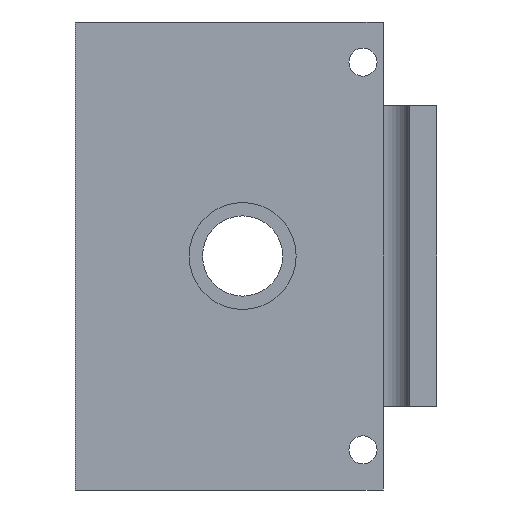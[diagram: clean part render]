
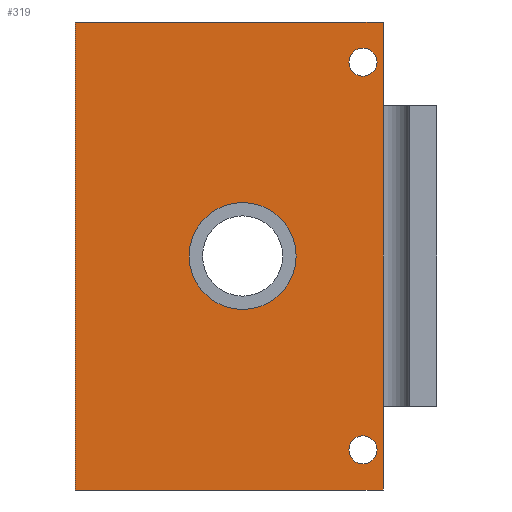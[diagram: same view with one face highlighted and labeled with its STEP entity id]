
A CAD part, left-side view. The second image highlights one B-rep face of the part: STEP entity #319.
In plain terms, the highlighted planar face has unit normal (-1, 0, 0).
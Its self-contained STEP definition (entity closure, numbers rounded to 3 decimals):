
#9 = CARTESIAN_POINT ( 'NONE',  ( -41., -18., 26.9 ) ) ;
#13 = LINE ( 'NONE', #309, #597 ) ;
#16 = CIRCLE ( 'NONE', #506, 8. ) ;
#28 = EDGE_CURVE ( 'NONE', #708, #182, #589, .T. ) ;
#45 = EDGE_LOOP ( 'NONE', ( #59, #276, #238, #298, #887, #731 ) ) ;
#48 = DIRECTION ( 'NONE',  ( 0., 0., 1. ) ) ;
#51 = FACE_BOUND ( 'NONE', #864, .T. ) ;
#56 = LINE ( 'NONE', #68, #983 ) ;
#58 = EDGE_CURVE ( 'NONE', #451, #697, #758, .T. ) ;
#59 = ORIENTED_EDGE ( 'NONE', *, *, #619, .T. ) ;
#68 = CARTESIAN_POINT ( 'NONE',  ( -41., 25., -35. ) ) ;
#70 = AXIS2_PLACEMENT_3D ( 'NONE', #504, #263, #274 ) ;
#72 = CARTESIAN_POINT ( 'NONE',  ( -41., -21., 22.5 ) ) ;
#87 = CARTESIAN_POINT ( 'NONE',  ( -41., 25., 35. ) ) ;
#97 = PLANE ( 'NONE',  #241 ) ;
#100 = DIRECTION ( 'NONE',  ( 0., -1., 0. ) ) ;
#102 = VERTEX_POINT ( 'NONE', #224 ) ;
#117 = EDGE_LOOP ( 'NONE', ( #286, #963 ) ) ;
#121 = EDGE_CURVE ( 'NONE', #102, #310, #56, .T. ) ;
#127 = VERTEX_POINT ( 'NONE', #235 ) ;
#138 = EDGE_CURVE ( 'NONE', #391, #840, #16, .T. ) ;
#140 = EDGE_CURVE ( 'NONE', #899, #182, #808, .T. ) ;
#164 = DIRECTION ( 'NONE',  ( 0., 0., 1. ) ) ;
#165 = CARTESIAN_POINT ( 'NONE',  ( -41., -21., 35. ) ) ;
#182 = VERTEX_POINT ( 'NONE', #72 ) ;
#224 = CARTESIAN_POINT ( 'NONE',  ( -41., 25., -35. ) ) ;
#235 = CARTESIAN_POINT ( 'NONE',  ( -41., -18., 31.1 ) ) ;
#238 = ORIENTED_EDGE ( 'NONE', *, *, #140, .F. ) ;
#241 = AXIS2_PLACEMENT_3D ( 'NONE', #559, #498, #634 ) ;
#255 = DIRECTION ( 'NONE',  ( 0., 0., 1. ) ) ;
#260 = ORIENTED_EDGE ( 'NONE', *, *, #138, .F. ) ;
#263 = DIRECTION ( 'NONE',  ( -1., 0., 0. ) ) ;
#264 = CARTESIAN_POINT ( 'NONE',  ( -41., -21., -35. ) ) ;
#274 = DIRECTION ( 'NONE',  ( 0., 0., 1. ) ) ;
#276 = ORIENTED_EDGE ( 'NONE', *, *, #28, .T. ) ;
#286 = ORIENTED_EDGE ( 'NONE', *, *, #548, .F. ) ;
#288 = CIRCLE ( 'NONE', #932, 2.1 ) ;
#298 = ORIENTED_EDGE ( 'NONE', *, *, #870, .F. ) ;
#301 = VECTOR ( 'NONE', #100, 1000. ) ;
#309 = CARTESIAN_POINT ( 'NONE',  ( -41., 25., -35. ) ) ;
#310 = VERTEX_POINT ( 'NONE', #264 ) ;
#319 = ADVANCED_FACE ( 'NONE', ( #966, #492, #51, #857 ), #97, .T. ) ;
#324 = LINE ( 'NONE', #839, #568 ) ;
#345 = VERTEX_POINT ( 'NONE', #9 ) ;
#373 = CARTESIAN_POINT ( 'NONE',  ( -41., -21., -35. ) ) ;
#375 = CARTESIAN_POINT ( 'NONE',  ( -41., -18., -29. ) ) ;
#385 = VECTOR ( 'NONE', #600, 1000. ) ;
#391 = VERTEX_POINT ( 'NONE', #417 ) ;
#393 = EDGE_CURVE ( 'NONE', #840, #391, #833, .T. ) ;
#417 = CARTESIAN_POINT ( 'NONE',  ( -41., 0., -8. ) ) ;
#451 = VERTEX_POINT ( 'NONE', #719 ) ;
#490 = DIRECTION ( 'NONE',  ( -1., 0., 0. ) ) ;
#492 = FACE_BOUND ( 'NONE', #117, .T. ) ;
#498 = DIRECTION ( 'NONE',  ( -1., 0., 0. ) ) ;
#504 = CARTESIAN_POINT ( 'NONE',  ( -41., -18., 29. ) ) ;
#506 = AXIS2_PLACEMENT_3D ( 'NONE', #934, #698, #164 ) ;
#508 = LINE ( 'NONE', #87, #301 ) ;
#522 = EDGE_CURVE ( 'NONE', #127, #345, #288, .T. ) ;
#528 = CARTESIAN_POINT ( 'NONE',  ( -41., -18., -29. ) ) ;
#548 = EDGE_CURVE ( 'NONE', #697, #451, #990, .T. ) ;
#559 = CARTESIAN_POINT ( 'NONE',  ( -41., 25., -35. ) ) ;
#568 = VECTOR ( 'NONE', #914, 1000. ) ;
#576 = AXIS2_PLACEMENT_3D ( 'NONE', #528, #897, #985 ) ;
#589 = LINE ( 'NONE', #373, #385 ) ;
#597 = VECTOR ( 'NONE', #910, 1000. ) ;
#600 = DIRECTION ( 'NONE',  ( 0., 0., 1. ) ) ;
#619 = EDGE_CURVE ( 'NONE', #310, #708, #324, .T. ) ;
#634 = DIRECTION ( 'NONE',  ( 0., 0., 1. ) ) ;
#647 = EDGE_LOOP ( 'NONE', ( #740, #683 ) ) ;
#657 = CIRCLE ( 'NONE', #70, 2.1 ) ;
#669 = CARTESIAN_POINT ( 'NONE',  ( -41., -18., -31.1 ) ) ;
#672 = DIRECTION ( 'NONE',  ( 0., -1., 0. ) ) ;
#683 = ORIENTED_EDGE ( 'NONE', *, *, #522, .F. ) ;
#688 = DIRECTION ( 'NONE',  ( 0., 0., -1. ) ) ;
#691 = CARTESIAN_POINT ( 'NONE',  ( -41., 0., 8. ) ) ;
#697 = VERTEX_POINT ( 'NONE', #669 ) ;
#698 = DIRECTION ( 'NONE',  ( -1., 0., 0. ) ) ;
#707 = AXIS2_PLACEMENT_3D ( 'NONE', #375, #747, #48 ) ;
#708 = VERTEX_POINT ( 'NONE', #749 ) ;
#711 = CARTESIAN_POINT ( 'NONE',  ( -41., 25., 35. ) ) ;
#714 = EDGE_CURVE ( 'NONE', #102, #928, #13, .T. ) ;
#719 = CARTESIAN_POINT ( 'NONE',  ( -41., -18., -26.9 ) ) ;
#731 = ORIENTED_EDGE ( 'NONE', *, *, #121, .T. ) ;
#740 = ORIENTED_EDGE ( 'NONE', *, *, #995, .F. ) ;
#747 = DIRECTION ( 'NONE',  ( -1., 0., 0. ) ) ;
#749 = CARTESIAN_POINT ( 'NONE',  ( -41., -21., -22.5 ) ) ;
#751 = ORIENTED_EDGE ( 'NONE', *, *, #393, .F. ) ;
#758 = CIRCLE ( 'NONE', #576, 2.1 ) ;
#780 = DIRECTION ( 'NONE',  ( -1., 0., 0. ) ) ;
#808 = LINE ( 'NONE', #997, #961 ) ;
#813 = CARTESIAN_POINT ( 'NONE',  ( -41., -18., 29. ) ) ;
#829 = DIRECTION ( 'NONE',  ( 0., 0., 1. ) ) ;
#833 = CIRCLE ( 'NONE', #836, 8. ) ;
#836 = AXIS2_PLACEMENT_3D ( 'NONE', #936, #490, #255 ) ;
#839 = CARTESIAN_POINT ( 'NONE',  ( -41., -21., -35. ) ) ;
#840 = VERTEX_POINT ( 'NONE', #691 ) ;
#857 = FACE_OUTER_BOUND ( 'NONE', #45, .T. ) ;
#864 = EDGE_LOOP ( 'NONE', ( #260, #751 ) ) ;
#870 = EDGE_CURVE ( 'NONE', #928, #899, #508, .T. ) ;
#887 = ORIENTED_EDGE ( 'NONE', *, *, #714, .F. ) ;
#897 = DIRECTION ( 'NONE',  ( -1., 0., 0. ) ) ;
#899 = VERTEX_POINT ( 'NONE', #165 ) ;
#910 = DIRECTION ( 'NONE',  ( 0., 0., 1. ) ) ;
#914 = DIRECTION ( 'NONE',  ( 0., 0., 1. ) ) ;
#928 = VERTEX_POINT ( 'NONE', #711 ) ;
#932 = AXIS2_PLACEMENT_3D ( 'NONE', #813, #780, #829 ) ;
#934 = CARTESIAN_POINT ( 'NONE',  ( -41., 0., 0. ) ) ;
#936 = CARTESIAN_POINT ( 'NONE',  ( -41., 0., 0. ) ) ;
#961 = VECTOR ( 'NONE', #688, 1000. ) ;
#963 = ORIENTED_EDGE ( 'NONE', *, *, #58, .F. ) ;
#966 = FACE_BOUND ( 'NONE', #647, .T. ) ;
#983 = VECTOR ( 'NONE', #672, 1000. ) ;
#985 = DIRECTION ( 'NONE',  ( 0., 0., 1. ) ) ;
#990 = CIRCLE ( 'NONE', #707, 2.1 ) ;
#995 = EDGE_CURVE ( 'NONE', #345, #127, #657, .T. ) ;
#997 = CARTESIAN_POINT ( 'NONE',  ( -41., -21., -35. ) ) ;
